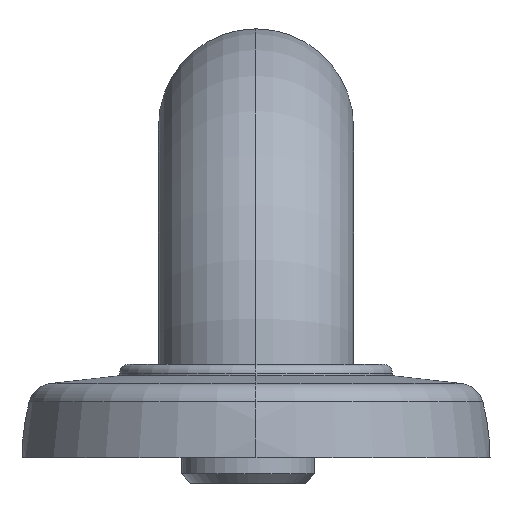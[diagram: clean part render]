
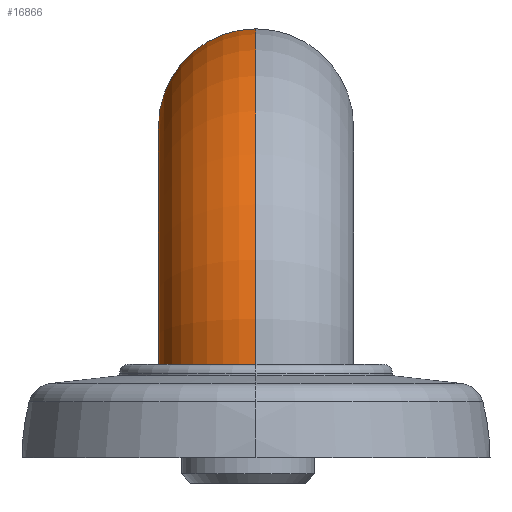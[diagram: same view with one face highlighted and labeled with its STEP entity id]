
A CAD part, left-side view. The second image highlights one B-rep face of the part: STEP entity #16866.
In plain terms, the highlighted toroidal (fillet/blend) face has major radius 41.275 mm and minor radius 15.875 mm.
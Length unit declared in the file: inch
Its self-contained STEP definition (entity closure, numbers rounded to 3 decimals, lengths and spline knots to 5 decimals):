
#16570=CARTESIAN_POINT('',(-4.375,0.,-1.625));
#16571=DIRECTION('',(0.,1.,0.));
#16572=DIRECTION('',(-1.,0.,0.));
#16573=AXIS2_PLACEMENT_3D('',#16570,#16571,#16572);
#16575=CARTESIAN_POINT('',(-6.,0.,-1.625));
#16576=DIRECTION('',(0.,0.,1.));
#16577=DIRECTION('',(1.,0.,0.));
#16578=AXIS2_PLACEMENT_3D('',#16575,#16576,#16577);
#16580=CARTESIAN_POINT('',(-4.375,0.,-1.625));
#16581=DIRECTION('',(0.,1.,0.));
#16582=DIRECTION('',(-1.,0.,0.));
#16583=AXIS2_PLACEMENT_3D('',#16580,#16581,#16582);
#16585=CARTESIAN_POINT('',(-4.375,0.,0.));
#16586=DIRECTION('',(1.,0.,0.));
#16587=DIRECTION('',(0.,0.,-1.));
#16588=AXIS2_PLACEMENT_3D('',#16585,#16586,#16587);
#16753=CARTESIAN_POINT('',(-5.375,0.,-1.625));
#16754=CARTESIAN_POINT('',(-6.625,0.,-1.625));
#16755=VERTEX_POINT('',#16753);
#16756=VERTEX_POINT('',#16754);
#16761=CARTESIAN_POINT('',(-4.375,0.,-0.625));
#16762=CARTESIAN_POINT('',(-4.375,0.,0.625));
#16763=VERTEX_POINT('',#16761);
#16764=VERTEX_POINT('',#16762);
#16854=CARTESIAN_POINT('',(-4.375,0.,-1.625));
#16855=DIRECTION('',(0.,1.,0.));
#16856=DIRECTION('',(1.,0.,0.));
#16857=AXIS2_PLACEMENT_3D('',#16854,#16855,#16856);
#16858=TOROIDAL_SURFACE('',#16857,1.625,0.625);
#16859=ORIENTED_EDGE('',*,*,#16819,.F.);
#16860=ORIENTED_EDGE('',*,*,#16849,.T.);
#16862=ORIENTED_EDGE('',*,*,#16861,.T.);
#16863=ORIENTED_EDGE('',*,*,#16845,.F.);
#16864=EDGE_LOOP('',(#16859,#16860,#16862,#16863));
#16865=FACE_OUTER_BOUND('',#16864,.F.);
#16866=ADVANCED_FACE('',(#16865),#16858,.T.);
#16574=CIRCLE('',#16573,2.25);
#16579=CIRCLE('',#16578,0.625);
#16584=CIRCLE('',#16583,1.);
#16589=CIRCLE('',#16588,0.625);
#16819=EDGE_CURVE('',#16755,#16756,#16579,.T.);
#16845=EDGE_CURVE('',#16756,#16764,#16574,.T.);
#16849=EDGE_CURVE('',#16755,#16763,#16584,.T.);
#16861=EDGE_CURVE('',#16763,#16764,#16589,.T.);
